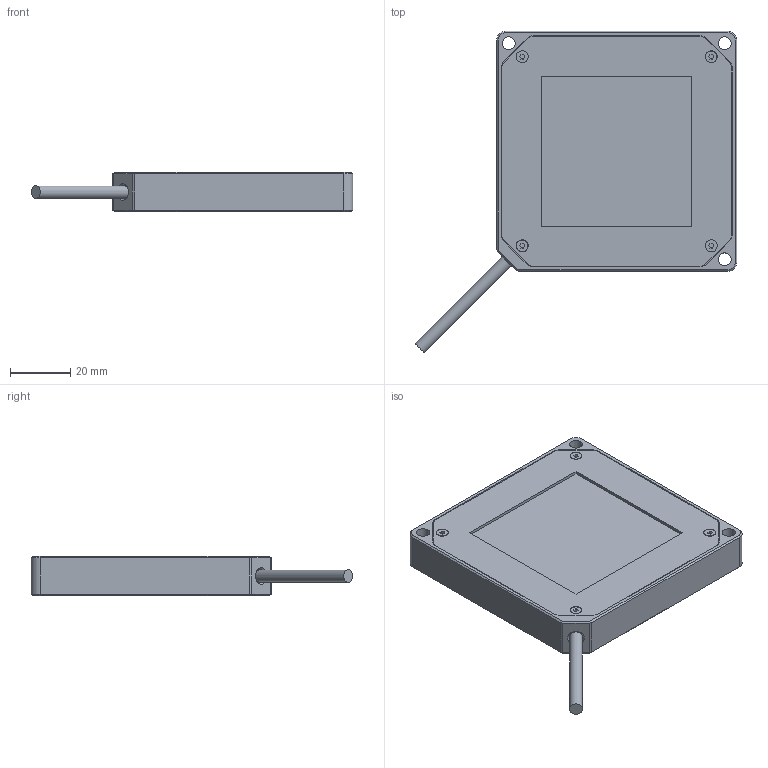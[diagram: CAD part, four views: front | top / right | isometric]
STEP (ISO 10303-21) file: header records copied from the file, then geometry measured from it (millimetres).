
FILE_DESCRIPTION(/* description */ ('DISO X xxx'),/* implementation_level */ '2;1');
FILE_NAME(/* name */ 'BE-F50-50-FX-K.stp',/* time_stamp */ '2015-07-22T07:21:01+02:00',/* author */ ('lsa'),/* organization */ (''),/* preprocessor_version */ 'ST-DEVELOPER v15.6',/* originating_system */ 'Autodesk Inventor 2015',/* authorisation */ '');
FILE_SCHEMA (('AUTOMOTIVE_DESIGN { 1 0 10303 214 3 1 1 }'));
Length unit declared in the file: millimetre
Products named in the file (1): Bauteil6
Bounding box: 107.12 x 107.12 x 13 mm (x, y, z)
Volume: 54857.1 mm3; surface area: 25595 mm2
Topology: 1 solids, 10 shells, 170 faces, 394 edges, 252 vertices
Faces by surface type: plane 120, cylinder 33, cone 17
Full cylindrical faces by diameter (mm): 1.567 x3, 2.5 x2, 4 x2, 4.3 x4
Entity records: 4619 total; most frequent: DIRECTION 782, CARTESIAN_POINT 765, ORIENTED_EDGE 714, EDGE_CURVE 357, LINE 274, VECTOR 274, AXIS2_PLACEMENT_3D 254, VERTEX_POINT 237
